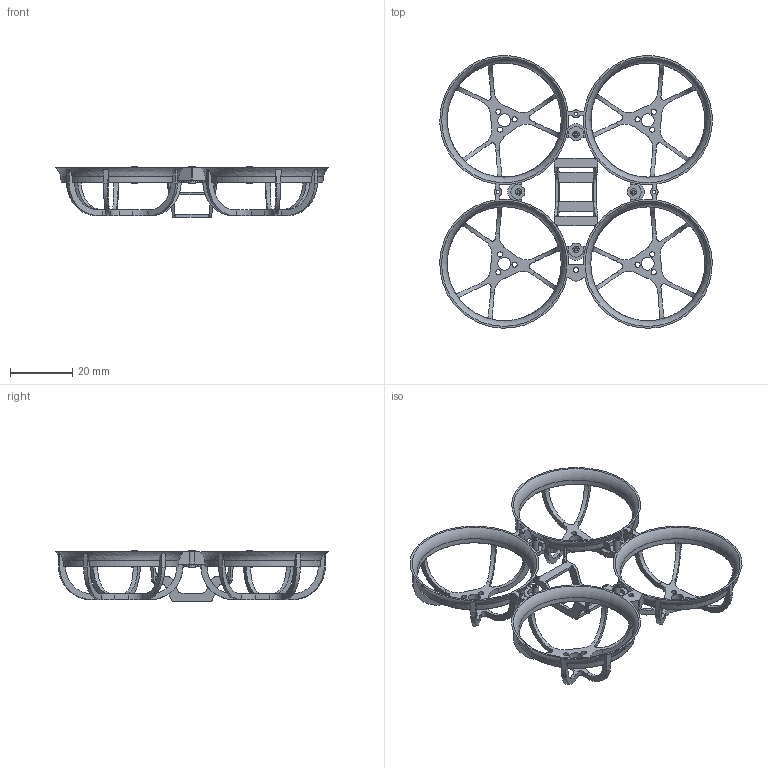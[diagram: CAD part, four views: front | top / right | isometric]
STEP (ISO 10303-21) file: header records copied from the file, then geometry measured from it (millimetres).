
FILE_DESCRIPTION(/* description */ (''),/* implementation_level */ '2;1');
FILE_NAME(/* name */ 'BetaFPV Meteor65 Pro Frame v2.step',/* time_stamp */ '2024-03-05T19:48:44-08:00',/* author */ (''),/* organization */ (''),/* preprocessor_version */ 'ST-DEVELOPER v20',/* originating_system */ 'Autodesk Translation Framework v12.20.1.177',/* authorisation */ '');
FILE_SCHEMA (('AUTOMOTIVE_DESIGN { 1 0 10303 214 3 1 1 }'));
Length unit declared in the file: millimetre
Products named in the file (3): BetaFPV Meteor65 Pro Frame; Partitioned BetaFPV Meteor 65 Pro Frame ; BetaFPV Meteor 65 Pro Frame 
Assembly tree (2 placements, depth 2):
  BetaFPV Meteor65 Pro Frame
    Partitioned BetaFPV Meteor 65 Pro Frame 
    BetaFPV Meteor 65 Pro Frame 
Bounding box: 87.26 x 87.23 x 16.25 mm (x, y, z)
Volume: 7856.3 mm3; surface area: 23490.3 mm2
Topology: 11 solids, 11 shells, 1000 faces, 3044 edges, 2008 vertices
Faces by surface type: plane 444, cylinder 292, cone 98, bspline 96, torus 70
Full cylindrical faces by diameter (mm): 1 x14, 1.6 x2, 1.65 x24, 2 x16, 4.1 x8
Entity records: 42798 total; most frequent: CARTESIAN_POINT 15837, ORIENTED_EDGE 6088, DIRECTION 5368, EDGE_CURVE 3044, AXIS2_PLACEMENT_3D 2047, VERTEX_POINT 2008, LINE 1274, VECTOR 1274
